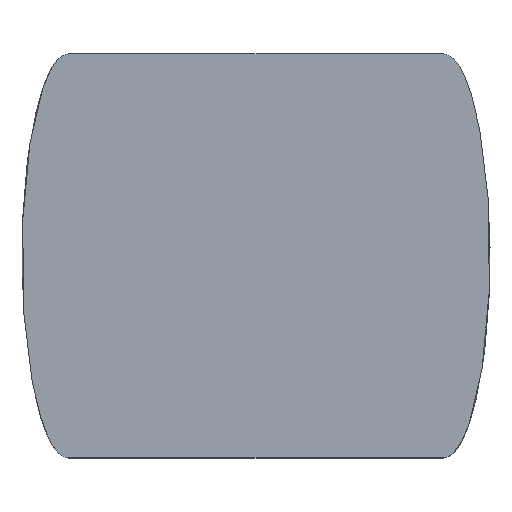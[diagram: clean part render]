
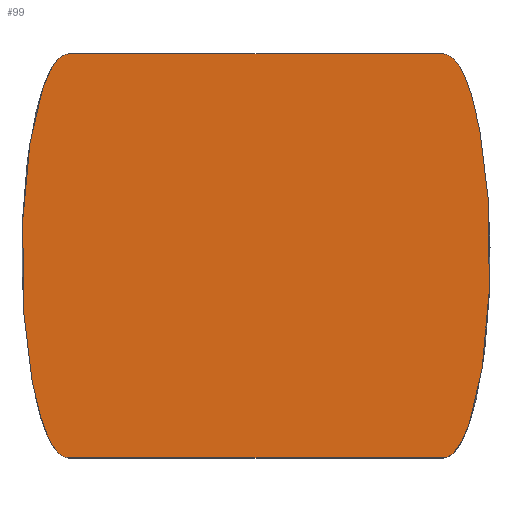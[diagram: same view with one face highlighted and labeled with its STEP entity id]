
A CAD part, top view. The second image highlights one B-rep face of the part: STEP entity #99.
In plain terms, the highlighted planar face has unit normal (0, 0, 1).
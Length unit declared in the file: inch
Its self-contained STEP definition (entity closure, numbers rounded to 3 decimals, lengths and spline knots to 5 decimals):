
#19=FACE_OUTER_BOUND('',#25,.T.);
#25=EDGE_LOOP('',(#71,#72,#73,#74));
#31=LINE('',#147,#39);
#32=LINE('',#150,#40);
#39=VECTOR('',#121,2.);
#40=VECTOR('',#124,2.);
#47=ELLIPSE('',#108,1.07813,0.25);
#48=ELLIPSE('',#109,1.07813,0.25);
#51=VERTEX_POINT('',#143);
#52=VERTEX_POINT('',#144);
#53=VERTEX_POINT('',#146);
#54=VERTEX_POINT('',#148);
#59=EDGE_CURVE('',#51,#52,#47,.T.);
#60=EDGE_CURVE('',#53,#51,#31,.T.);
#61=EDGE_CURVE('',#54,#53,#48,.T.);
#62=EDGE_CURVE('',#52,#54,#32,.T.);
#71=ORIENTED_EDGE('',*,*,#59,.F.);
#72=ORIENTED_EDGE('',*,*,#60,.F.);
#73=ORIENTED_EDGE('',*,*,#61,.F.);
#74=ORIENTED_EDGE('',*,*,#62,.F.);
#95=PLANE('',#107);
#99=ADVANCED_FACE('',(#19),#95,.F.);
#107=AXIS2_PLACEMENT_3D('',#142,#117,#118);
#108=AXIS2_PLACEMENT_3D('',#145,#119,#120);
#109=AXIS2_PLACEMENT_3D('',#149,#122,#123);
#117=DIRECTION('center_axis',(0.,0.,-1.));
#118=DIRECTION('ref_axis',(-1.,0.,0.));
#119=DIRECTION('center_axis',(0.,0.,-1.));
#120=DIRECTION('ref_axis',(0.,1.,0.));
#121=DIRECTION('',(1.,0.,0.));
#122=DIRECTION('center_axis',(0.,0.,-1.));
#123=DIRECTION('ref_axis',(0.,1.,0.));
#124=DIRECTION('',(-1.,0.,0.));
#142=CARTESIAN_POINT('Origin',(0.,0.,0.));
#143=CARTESIAN_POINT('',(1.,1.07813,0.));
#144=CARTESIAN_POINT('',(1.,-1.07813,0.));
#145=CARTESIAN_POINT('Origin',(1.,0.,0.));
#146=CARTESIAN_POINT('',(-1.,1.07813,0.));
#147=CARTESIAN_POINT('',(0.,1.07813,0.));
#148=CARTESIAN_POINT('',(-1.,-1.07813,0.));
#149=CARTESIAN_POINT('Origin',(-1.,0.,0.));
#150=CARTESIAN_POINT('',(0.,-1.07813,0.));
